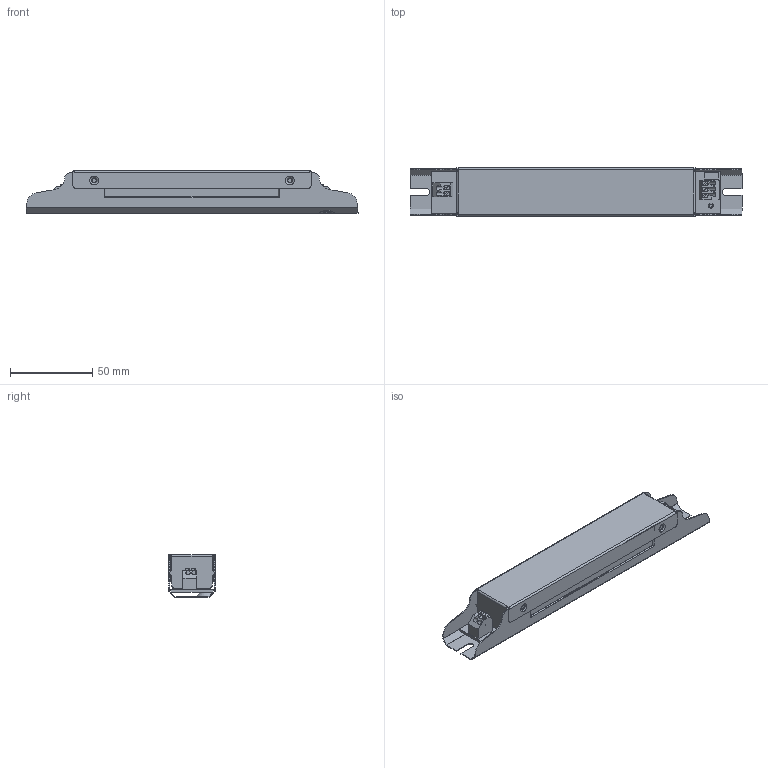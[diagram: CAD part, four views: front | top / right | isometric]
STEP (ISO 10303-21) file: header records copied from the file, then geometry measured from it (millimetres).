
FILE_DESCRIPTION(('STEP AP214'), '1');
FILE_NAME('ﾈﾏﾑ 0210 0211 0212 0213 ﾒ ﾎﾔﾈﾑ', '2021-05-22T15:25:33', ('admin'), (''), 'ASCON STEP Converter 1.6', 'ASCON Math Kernel', '');
FILE_SCHEMA(('AUTOMOTIVE_DESIGN { 1 0 10303 214 3 1 1}'));
Length unit declared in the file: millimetre
Bounding box: 202 x 29.2 x 26 mm (x, y, z)
Volume: 20441.6 mm3; surface area: 53712.3 mm2
Topology: 1 solids, 1 shells, 304 faces, 829 edges, 525 vertices
Faces by surface type: plane 187, cylinder 71, torus 25, sphere 9, bspline 5, extrusion 4, cone 3
Full cylindrical faces by diameter (mm): 2.9 x1, 5.6 x1
Entity records: 10289 total; most frequent: CARTESIAN_POINT 2688, ORIENTED_EDGE 1596, DIRECTION 1520, EDGE_CURVE 798, VECTOR 566, LINE 562, VERTEX_POINT 525, AXIS2_PLACEMENT_3D 477
